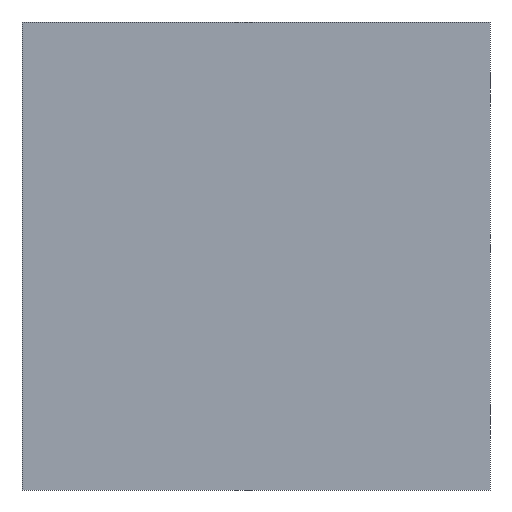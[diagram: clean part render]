
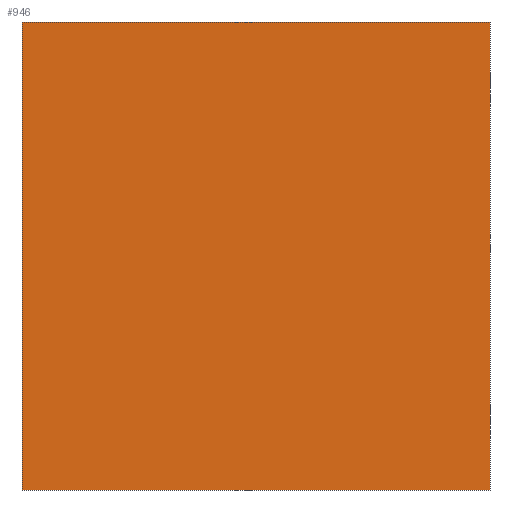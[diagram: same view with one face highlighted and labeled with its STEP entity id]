
A CAD part, front view. The second image highlights one B-rep face of the part: STEP entity #946.
In plain terms, the highlighted planar face has unit normal (0, -1, 0).
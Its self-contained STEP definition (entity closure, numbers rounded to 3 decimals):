
#6 = CARTESIAN_POINT ( 'NONE',  ( 21.15, 0., 21.15 ) ) ;
#66 = AXIS2_PLACEMENT_3D ( 'NONE', #752, #416, #1000 ) ;
#79 = VERTEX_POINT ( 'NONE', #6 ) ;
#85 = VECTOR ( 'NONE', #591, 1000. ) ;
#110 = EDGE_LOOP ( 'NONE', ( #379, #625, #845, #527 ) ) ;
#116 = DIRECTION ( 'NONE',  ( 0., 0., -1. ) ) ;
#184 = LINE ( 'NONE', #354, #930 ) ;
#196 = EDGE_CURVE ( 'NONE', #79, #869, #184, .T. ) ;
#211 = EDGE_CURVE ( 'NONE', #432, #220, #603, .T. ) ;
#220 = VERTEX_POINT ( 'NONE', #500 ) ;
#252 = EDGE_CURVE ( 'NONE', #869, #432, #577, .T. ) ;
#274 = PLANE ( 'NONE',  #66 ) ;
#354 = CARTESIAN_POINT ( 'NONE',  ( 21.15, 0., 21.15 ) ) ;
#379 = ORIENTED_EDGE ( 'NONE', *, *, #196, .F. ) ;
#406 = CARTESIAN_POINT ( 'NONE',  ( -21.15, 0., 21.15 ) ) ;
#416 = DIRECTION ( 'NONE',  ( 0., -1., 0. ) ) ;
#422 = CARTESIAN_POINT ( 'NONE',  ( -21.15, 0., 21.15 ) ) ;
#423 = FACE_OUTER_BOUND ( 'NONE', #110, .T. ) ;
#432 = VERTEX_POINT ( 'NONE', #438 ) ;
#438 = CARTESIAN_POINT ( 'NONE',  ( -21.15, 0., -21.15 ) ) ;
#495 = CARTESIAN_POINT ( 'NONE',  ( -21.15, 0., -21.15 ) ) ;
#500 = CARTESIAN_POINT ( 'NONE',  ( -21.15, 0., 21.15 ) ) ;
#509 = DIRECTION ( 'NONE',  ( -1., 0., 0. ) ) ;
#527 = ORIENTED_EDGE ( 'NONE', *, *, #252, .F. ) ;
#558 = CARTESIAN_POINT ( 'NONE',  ( 21.15, 0., -21.15 ) ) ;
#577 = LINE ( 'NONE', #495, #1017 ) ;
#591 = DIRECTION ( 'NONE',  ( 1., 0., 0. ) ) ;
#603 = LINE ( 'NONE', #422, #747 ) ;
#625 = ORIENTED_EDGE ( 'NONE', *, *, #973, .F. ) ;
#663 = LINE ( 'NONE', #406, #85 ) ;
#747 = VECTOR ( 'NONE', #756, 1000. ) ;
#752 = CARTESIAN_POINT ( 'NONE',  ( 0., 0., 0. ) ) ;
#756 = DIRECTION ( 'NONE',  ( 0., 0., 1. ) ) ;
#845 = ORIENTED_EDGE ( 'NONE', *, *, #211, .F. ) ;
#869 = VERTEX_POINT ( 'NONE', #558 ) ;
#930 = VECTOR ( 'NONE', #116, 1000. ) ;
#946 = ADVANCED_FACE ( 'NONE', ( #423 ), #274, .T. ) ;
#973 = EDGE_CURVE ( 'NONE', #220, #79, #663, .T. ) ;
#1000 = DIRECTION ( 'NONE',  ( 0., 0., -1. ) ) ;
#1017 = VECTOR ( 'NONE', #509, 1000. ) ;
